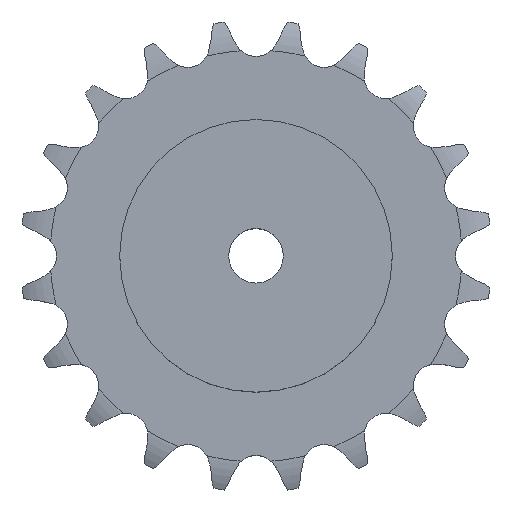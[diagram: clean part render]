
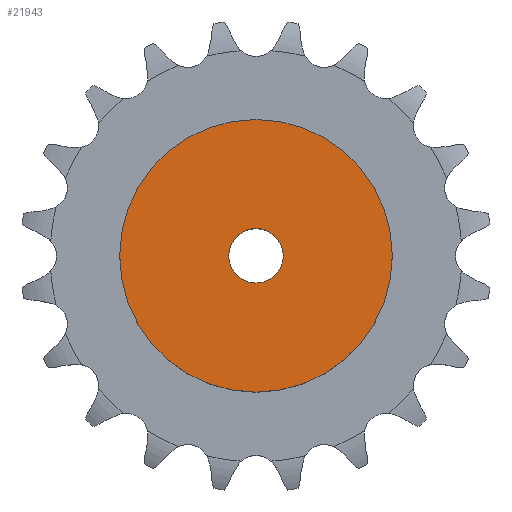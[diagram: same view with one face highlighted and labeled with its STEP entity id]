
A CAD part, top view. The second image highlights one B-rep face of the part: STEP entity #21943.
In plain terms, the highlighted planar face has unit normal (0, 0, 1).
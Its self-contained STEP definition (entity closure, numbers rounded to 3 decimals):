
#2901 = CYLINDRICAL_SURFACE('',#2902,50.);
#2902 = AXIS2_PLACEMENT_3D('',#2903,#2904,#2905);
#2903 = CARTESIAN_POINT('',(0.,0.,0.));
#2904 = DIRECTION('',(-0.,-0.,-1.));
#2905 = DIRECTION('',(1.,0.,0.));
#13958 = VERTEX_POINT('',#13959);
#13959 = CARTESIAN_POINT('',(50.,0.,45.));
#13980 = EDGE_CURVE('',#13958,#13958,#13981,.T.);
#13981 = SURFACE_CURVE('',#13982,(#13987,#13994),.PCURVE_S1.);
#13982 = CIRCLE('',#13983,50.);
#13983 = AXIS2_PLACEMENT_3D('',#13984,#13985,#13986);
#13984 = CARTESIAN_POINT('',(0.,0.,45.));
#13985 = DIRECTION('',(0.,0.,1.));
#13986 = DIRECTION('',(1.,0.,0.));
#13987 = PCURVE('',#2901,#13988);
#13988 = DEFINITIONAL_REPRESENTATION('',(#13989),#13993);
#13989 = LINE('',#13990,#13991);
#13990 = CARTESIAN_POINT('',(-0.,-45.));
#13991 = VECTOR('',#13992,1.);
#13992 = DIRECTION('',(-1.,0.));
#13993 = ( GEOMETRIC_REPRESENTATION_CONTEXT(2) 
PARAMETRIC_REPRESENTATION_CONTEXT() REPRESENTATION_CONTEXT('2D SPACE',''
  ) );
#13994 = PCURVE('',#13995,#14000);
#13995 = PLANE('',#13996);
#13996 = AXIS2_PLACEMENT_3D('',#13997,#13998,#13999);
#13997 = CARTESIAN_POINT('',(0.,0.,45.)
  );
#13998 = DIRECTION('',(0.,0.,1.));
#13999 = DIRECTION('',(1.,0.,0.));
#14000 = DEFINITIONAL_REPRESENTATION('',(#14001),#14005);
#14001 = CIRCLE('',#14002,50.);
#14002 = AXIS2_PLACEMENT_2D('',#14003,#14004);
#14003 = CARTESIAN_POINT('',(0.,0.));
#14004 = DIRECTION('',(1.,0.));
#14005 = ( GEOMETRIC_REPRESENTATION_CONTEXT(2) 
PARAMETRIC_REPRESENTATION_CONTEXT() REPRESENTATION_CONTEXT('2D SPACE',''
  ) );
#18721 = CYLINDRICAL_SURFACE('',#18722,10.);
#18722 = AXIS2_PLACEMENT_3D('',#18723,#18724,#18725);
#18723 = CARTESIAN_POINT('',(0.,0.,272.444));
#18724 = DIRECTION('',(0.,0.,1.));
#18725 = DIRECTION('',(1.,0.,0.));
#21943 = ADVANCED_FACE('',(#21944,#21947),#13995,.T.);
#21944 = FACE_BOUND('',#21945,.T.);
#21945 = EDGE_LOOP('',(#21946));
#21946 = ORIENTED_EDGE('',*,*,#13980,.T.);
#21947 = FACE_BOUND('',#21948,.T.);
#21948 = EDGE_LOOP('',(#21949));
#21949 = ORIENTED_EDGE('',*,*,#21950,.F.);
#21950 = EDGE_CURVE('',#21951,#21951,#21953,.T.);
#21951 = VERTEX_POINT('',#21952);
#21952 = CARTESIAN_POINT('',(10.,0.,45.));
#21953 = SURFACE_CURVE('',#21954,(#21959,#21966),.PCURVE_S1.);
#21954 = CIRCLE('',#21955,10.);
#21955 = AXIS2_PLACEMENT_3D('',#21956,#21957,#21958);
#21956 = CARTESIAN_POINT('',(0.,0.,45.));
#21957 = DIRECTION('',(0.,0.,1.));
#21958 = DIRECTION('',(1.,0.,0.));
#21959 = PCURVE('',#13995,#21960);
#21960 = DEFINITIONAL_REPRESENTATION('',(#21961),#21965);
#21961 = CIRCLE('',#21962,10.);
#21962 = AXIS2_PLACEMENT_2D('',#21963,#21964);
#21963 = CARTESIAN_POINT('',(0.,0.));
#21964 = DIRECTION('',(1.,0.));
#21965 = ( GEOMETRIC_REPRESENTATION_CONTEXT(2) 
PARAMETRIC_REPRESENTATION_CONTEXT() REPRESENTATION_CONTEXT('2D SPACE',''
  ) );
#21966 = PCURVE('',#18721,#21967);
#21967 = DEFINITIONAL_REPRESENTATION('',(#21968),#21972);
#21968 = LINE('',#21969,#21970);
#21969 = CARTESIAN_POINT('',(0.,-227.444));
#21970 = VECTOR('',#21971,1.);
#21971 = DIRECTION('',(1.,0.));
#21972 = ( GEOMETRIC_REPRESENTATION_CONTEXT(2) 
PARAMETRIC_REPRESENTATION_CONTEXT() REPRESENTATION_CONTEXT('2D SPACE',''
  ) );
